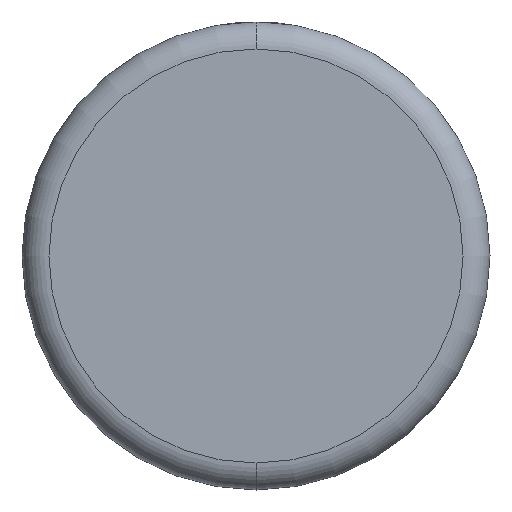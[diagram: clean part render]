
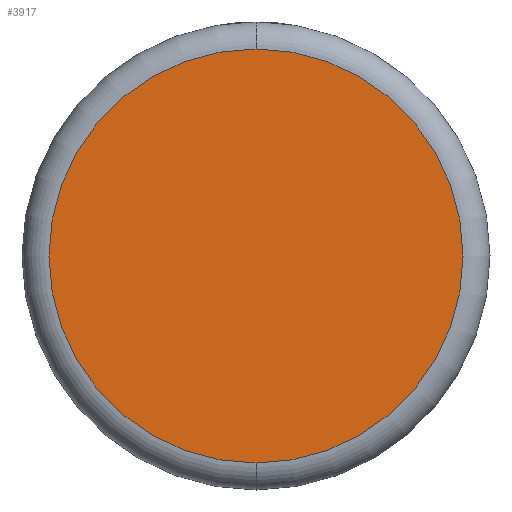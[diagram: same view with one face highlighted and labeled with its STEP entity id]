
A CAD part, front view. The second image highlights one B-rep face of the part: STEP entity #3917.
In plain terms, the highlighted planar face has unit normal (0, -1, 0).
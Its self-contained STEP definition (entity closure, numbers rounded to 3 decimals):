
#189 = AXIS2_PLACEMENT_3D ( 'NONE', #1406, #2696, #427 ) ;
#248 = EDGE_CURVE ( 'NONE', #4112, #2316, #3461, .T. ) ;
#427 = DIRECTION ( 'NONE',  ( 0., 0., 1. ) ) ;
#566 = ORIENTED_EDGE ( 'NONE', *, *, #248, .T. ) ;
#727 = EDGE_LOOP ( 'NONE', ( #1741, #566 ) ) ;
#1400 = DIRECTION ( 'NONE',  ( 0., 0., 1. ) ) ;
#1406 = CARTESIAN_POINT ( 'NONE',  ( 0., 0., 0. ) ) ;
#1412 = CARTESIAN_POINT ( 'NONE',  ( 0., 0., 0. ) ) ;
#1434 = CARTESIAN_POINT ( 'NONE',  ( 0., 0., 0. ) ) ;
#1660 = CARTESIAN_POINT ( 'NONE',  ( 0., 0., -15.926 ) ) ;
#1741 = ORIENTED_EDGE ( 'NONE', *, *, #3244, .T. ) ;
#1925 = CARTESIAN_POINT ( 'NONE',  ( 0., 0., 15.926 ) ) ;
#2316 = VERTEX_POINT ( 'NONE', #1925 ) ;
#2359 = DIRECTION ( 'NONE',  ( 0., -1., 0. ) ) ;
#2373 = CIRCLE ( 'NONE', #2725, 15.926 ) ;
#2696 = DIRECTION ( 'NONE',  ( 0., 1., 0. ) ) ;
#2725 = AXIS2_PLACEMENT_3D ( 'NONE', #1434, #3352, #3048 ) ;
#2820 = FACE_OUTER_BOUND ( 'NONE', #727, .T. ) ;
#3048 = DIRECTION ( 'NONE',  ( 0., 0., 1. ) ) ;
#3244 = EDGE_CURVE ( 'NONE', #2316, #4112, #2373, .T. ) ;
#3352 = DIRECTION ( 'NONE',  ( 0., -1., 0. ) ) ;
#3461 = CIRCLE ( 'NONE', #3830, 15.926 ) ;
#3642 = PLANE ( 'NONE',  #189 ) ;
#3830 = AXIS2_PLACEMENT_3D ( 'NONE', #1412, #2359, #1400 ) ;
#3917 = ADVANCED_FACE ( 'NONE', ( #2820 ), #3642, .F. ) ;
#4112 = VERTEX_POINT ( 'NONE', #1660 ) ;
